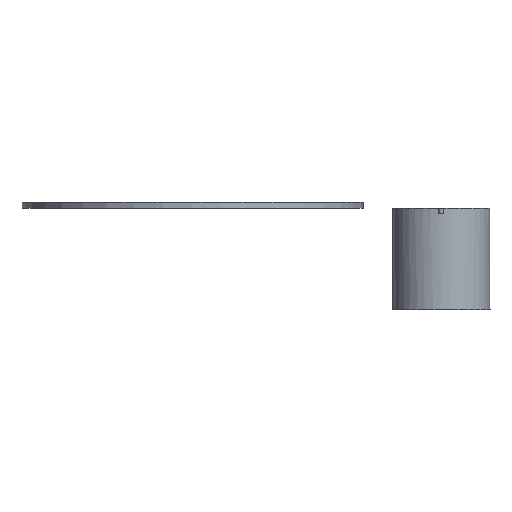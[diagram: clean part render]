
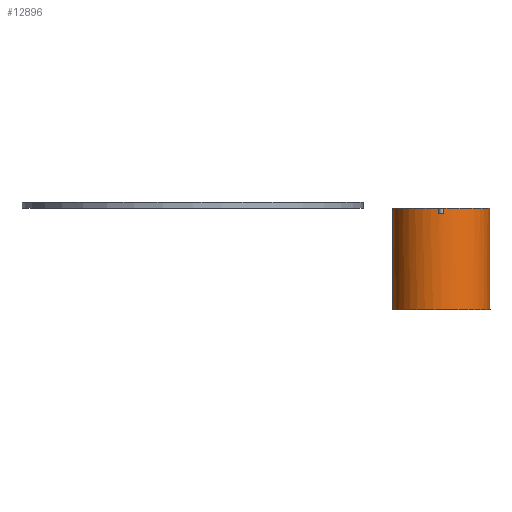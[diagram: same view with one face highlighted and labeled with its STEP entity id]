
A CAD part, left-side view. The second image highlights one B-rep face of the part: STEP entity #12896.
In plain terms, the highlighted cylindrical face has radius 19.155 mm (diameter 38.31 mm), a full revolution.
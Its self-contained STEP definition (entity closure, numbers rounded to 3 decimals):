
#942=CIRCLE('',#14144,19.155);
#943=CIRCLE('',#14145,19.155);
#945=CIRCLE('',#14150,19.155);
#946=CIRCLE('',#14151,19.155);
#1256=CYLINDRICAL_SURFACE('',#14149,19.155);
#1873=FACE_OUTER_BOUND('',#2799,.T.);
#2799=EDGE_LOOP('',(#11947,#11948,#11949,#11950,#11951,#11952,#11953,#11954));
#4017=LINE('',#21519,#5233);
#4018=LINE('',#21523,#5234);
#4019=LINE('',#21526,#5235);
#5233=VECTOR('',#17833,10.);
#5234=VECTOR('',#17838,19.155);
#5235=VECTOR('',#17841,10.);
#6452=VERTEX_POINT('',#21503);
#6453=VERTEX_POINT('',#21505);
#6454=VERTEX_POINT('',#21507);
#6457=VERTEX_POINT('',#21517);
#6458=VERTEX_POINT('',#21521);
#6459=VERTEX_POINT('',#21524);
#8282=EDGE_CURVE('',#6452,#6453,#942,.T.);
#8283=EDGE_CURVE('',#6453,#6454,#943,.T.);
#8289=EDGE_CURVE('',#6457,#6452,#4017,.T.);
#8290=EDGE_CURVE('',#6458,#6458,#945,.T.);
#8291=EDGE_CURVE('',#6458,#6453,#4018,.T.);
#8292=EDGE_CURVE('',#6459,#6457,#946,.T.);
#8293=EDGE_CURVE('',#6459,#6454,#4019,.T.);
#11947=ORIENTED_EDGE('',*,*,#8290,.F.);
#11948=ORIENTED_EDGE('',*,*,#8291,.T.);
#11949=ORIENTED_EDGE('',*,*,#8282,.F.);
#11950=ORIENTED_EDGE('',*,*,#8289,.F.);
#11951=ORIENTED_EDGE('',*,*,#8292,.F.);
#11952=ORIENTED_EDGE('',*,*,#8293,.T.);
#11953=ORIENTED_EDGE('',*,*,#8283,.F.);
#11954=ORIENTED_EDGE('',*,*,#8291,.F.);
#12896=ADVANCED_FACE('',(#1873),#1256,.T.);
#14144=AXIS2_PLACEMENT_3D('',#21506,#17819,#17820);
#14145=AXIS2_PLACEMENT_3D('',#21508,#17821,#17822);
#14149=AXIS2_PLACEMENT_3D('',#21520,#17834,#17835);
#14150=AXIS2_PLACEMENT_3D('',#21522,#17836,#17837);
#14151=AXIS2_PLACEMENT_3D('',#21525,#17839,#17840);
#17819=DIRECTION('center_axis',(0.,0.,1.));
#17820=DIRECTION('ref_axis',(1.,0.,0.));
#17821=DIRECTION('center_axis',(0.,0.,1.));
#17822=DIRECTION('ref_axis',(1.,0.,0.));
#17833=DIRECTION('',(0.,0.,-1.));
#17834=DIRECTION('center_axis',(0.,0.,-1.));
#17835=DIRECTION('ref_axis',(1.,0.,0.));
#17836=DIRECTION('center_axis',(0.,0.,-1.));
#17837=DIRECTION('ref_axis',(1.,0.,0.));
#17838=DIRECTION('',(0.,0.,1.));
#17839=DIRECTION('center_axis',(0.,0.,1.));
#17840=DIRECTION('ref_axis',(1.,0.,0.));
#17841=DIRECTION('',(0.,0.,-1.));
#21503=CARTESIAN_POINT('',(-293.386,203.1,-2.));
#21505=CARTESIAN_POINT('',(-293.412,202.1,-2.));
#21506=CARTESIAN_POINT('Origin',(-274.257,202.1,-2.));
#21507=CARTESIAN_POINT('',(-293.386,201.1,-2.));
#21508=CARTESIAN_POINT('Origin',(-274.257,202.1,-2.));
#21517=CARTESIAN_POINT('',(-293.386,203.1,0.));
#21519=CARTESIAN_POINT('',(-293.386,203.1,0.));
#21520=CARTESIAN_POINT('Origin',(-274.257,202.1,0.));
#21521=CARTESIAN_POINT('',(-293.412,202.1,-40.));
#21522=CARTESIAN_POINT('Origin',(-274.257,202.1,-40.));
#21523=CARTESIAN_POINT('',(-293.412,202.1,0.));
#21524=CARTESIAN_POINT('',(-293.386,201.1,0.));
#21525=CARTESIAN_POINT('Origin',(-274.257,202.1,0.));
#21526=CARTESIAN_POINT('',(-293.386,201.1,0.));
